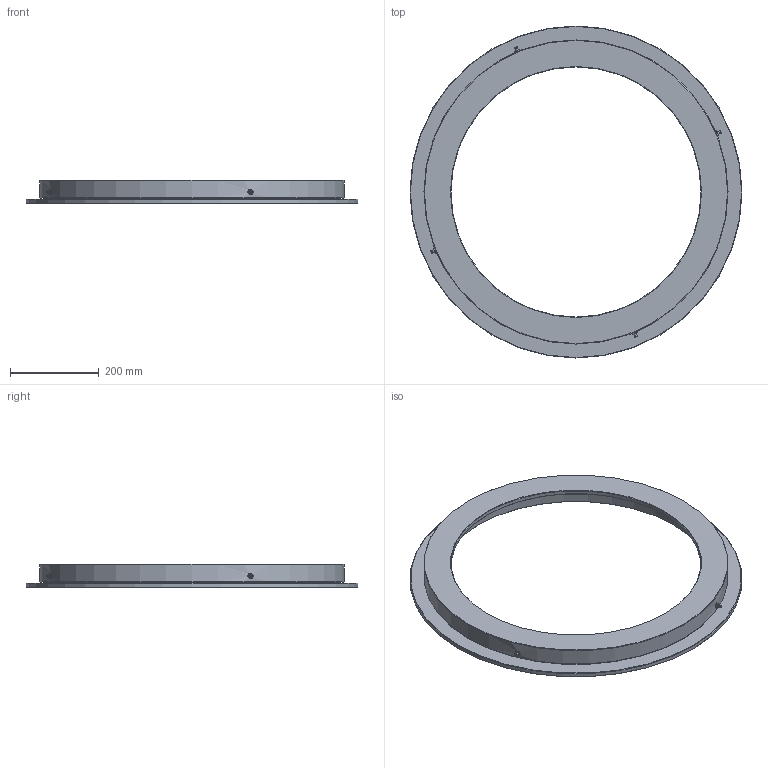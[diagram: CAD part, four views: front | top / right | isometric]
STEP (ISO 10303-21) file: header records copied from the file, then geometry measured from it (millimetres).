
FILE_DESCRIPTION (( 'STEP AP214' ), '1' );
FILE_NAME ('Z.750.16.STEP', '2020-05-13T11:16:04', ( '' ), ( '' ), 'SwSTEP 2.0', 'SolidWorks 2016', '' );
FILE_SCHEMA (( 'AUTOMOTIVE_DESIGN' ));
Length unit declared in the file: millimetre
Products named in the file (5): Z.750.16 - OR; Z.750.16 - IR; Grease nipple M10x1mm; Z.750.16; Ball D16
Assembly tree (116 placements, depth 2):
  Z.750.16
    Z.750.16 - IR
    Z.750.16 - OR
    Ball D16  x110
    Grease nipple M10x1mm  x4
Bounding box: 750 x 750 x 52 mm (x, y, z)
Volume: 4277996.5 mm3; surface area: 949642.5 mm2
Topology: 116 solids, 116 shells, 267 faces, 679 edges, 430 vertices
Faces by surface type: sphere 110, cone 68, plane 46, torus 23, cylinder 20
Full cylindrical faces by diameter (mm): 3 x4, 9 x4, 10 x4, 565 x1, 623 x1, 653.5 x2, 656.5 x2, 687 x1, 750 x1
Entity records: 3578 total; most frequent: CARTESIAN_POINT 1050, DIRECTION 534, ORIENTED_EDGE 268, AXIS2_PLACEMENT_3D 264, EDGE_CURVE 134, EDGE_LOOP 126, PRODUCT_DEFINITION_SHAPE 121, CONTEXT_DEPENDENT_SHAPE_REPRESENTATION 116
